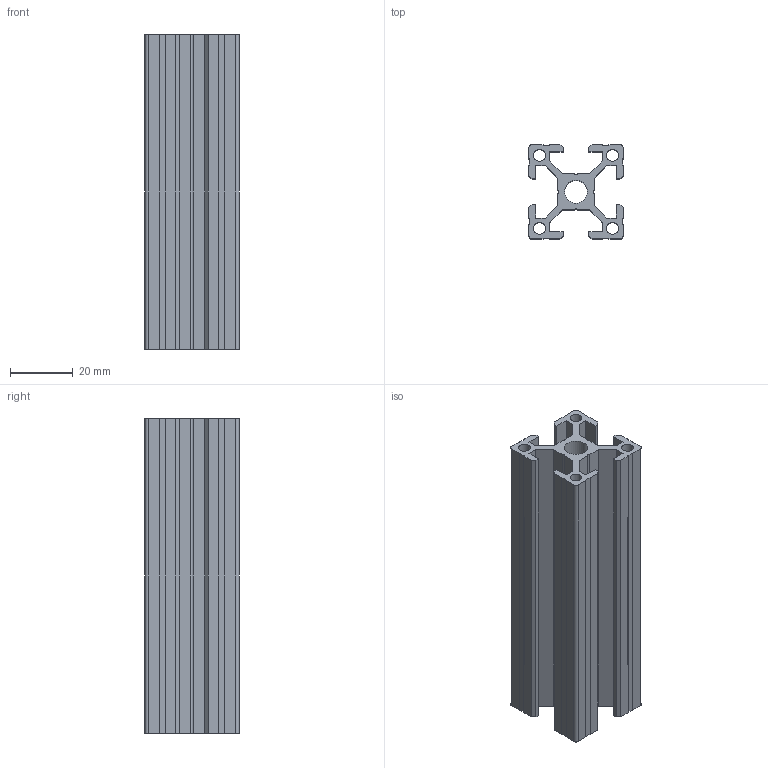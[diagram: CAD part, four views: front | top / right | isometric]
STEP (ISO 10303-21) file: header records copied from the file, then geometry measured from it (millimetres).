
FILE_DESCRIPTION(/* description */ (''),/* implementation_level */ '2;1');
FILE_NAME(/* name */ '103038.stp',/* time_stamp */ '2020-10-12T16:45:40+02:00',/* author */ ('Spacek'),/* organization */ ('Alutec K&K'),/* preprocessor_version */ 'ST-DEVELOPER v18.1',/* originating_system */ 'Autodesk Inventor 2021',/* authorisation */ '');
FILE_SCHEMA (('AUTOMOTIVE_DESIGN { 1 0 10303 214 3 1 1 }'));
Length unit declared in the file: millimetre
Products named in the file (1): 103038
Bounding box: 30 x 30 x 100 mm (x, y, z)
Volume: 32488.2 mm3; surface area: 31790.5 mm2
Topology: 1 solids, 1 shells, 103 faces, 303 edges, 202 vertices
Faces by surface type: plane 90, cylinder 13
Full cylindrical faces by diameter (mm): 3.8 x4, 7.3 x1
Entity records: 3444 total; most frequent: CARTESIAN_POINT 609, ORIENTED_EDGE 606, DIRECTION 537, EDGE_CURVE 303, LINE 277, VECTOR 277, VERTEX_POINT 202, AXIS2_PLACEMENT_3D 130
